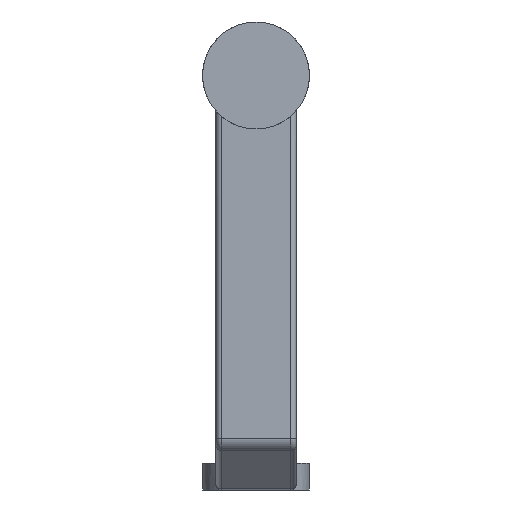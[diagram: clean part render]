
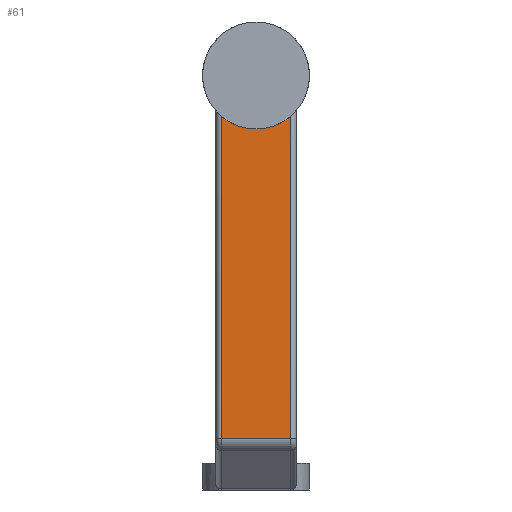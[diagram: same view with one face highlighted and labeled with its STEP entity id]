
A CAD part, left-side view. The second image highlights one B-rep face of the part: STEP entity #61.
In plain terms, the highlighted planar face has unit normal (-1, 0, 0).
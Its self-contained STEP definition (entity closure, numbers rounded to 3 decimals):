
#2 = CARTESIAN_POINT ( 'NONE',  ( -10., -13., -135.625 ) ) ;
#3 = VERTEX_POINT ( 'NONE', #452 ) ;
#6 = DIRECTION ( 'NONE',  ( 0., 0., -1. ) ) ;
#60 = CIRCLE ( 'NONE', #193, 20. ) ;
#61 = ADVANCED_FACE ( 'NONE', ( #1024 ), #375, .T. ) ;
#91 = CARTESIAN_POINT ( 'NONE',  ( -10., 13., -135.625 ) ) ;
#157 = CARTESIAN_POINT ( 'NONE',  ( -10., -13., -15.199 ) ) ;
#170 = EDGE_CURVE ( 'NONE', #246, #3, #60, .T. ) ;
#193 = AXIS2_PLACEMENT_3D ( 'NONE', #825, #913, #1234 ) ;
#225 = DIRECTION ( 'NONE',  ( 0., 0., 1. ) ) ;
#246 = VERTEX_POINT ( 'NONE', #1143 ) ;
#340 = ORIENTED_EDGE ( 'NONE', *, *, #1197, .T. ) ;
#375 = PLANE ( 'NONE',  #1087 ) ;
#381 = DIRECTION ( 'NONE',  ( 0., 0., 1. ) ) ;
#396 = DIRECTION ( 'NONE',  ( 0., 0., 1. ) ) ;
#406 = LINE ( 'NONE', #615, #978 ) ;
#452 = CARTESIAN_POINT ( 'NONE',  ( -10., 0., -20. ) ) ;
#464 = ORIENTED_EDGE ( 'NONE', *, *, #640, .F. ) ;
#547 = ORIENTED_EDGE ( 'NONE', *, *, #170, .F. ) ;
#599 = CARTESIAN_POINT ( 'NONE',  ( -10., 0., 0. ) ) ;
#611 = EDGE_LOOP ( 'NONE', ( #547, #1194, #895, #340, #464 ) ) ;
#615 = CARTESIAN_POINT ( 'NONE',  ( -10., 13., -135.625 ) ) ;
#616 = DIRECTION ( 'NONE',  ( 0., -1., 0. ) ) ;
#640 = EDGE_CURVE ( 'NONE', #3, #1116, #706, .T. ) ;
#646 = VECTOR ( 'NONE', #616, 1000. ) ;
#706 = CIRCLE ( 'NONE', #898, 20. ) ;
#805 = CARTESIAN_POINT ( 'NONE',  ( -10., -13., -13.229 ) ) ;
#811 = VERTEX_POINT ( 'NONE', #2 ) ;
#817 = VERTEX_POINT ( 'NONE', #91 ) ;
#825 = CARTESIAN_POINT ( 'NONE',  ( -10., 0., 0. ) ) ;
#895 = ORIENTED_EDGE ( 'NONE', *, *, #1168, .T. ) ;
#898 = AXIS2_PLACEMENT_3D ( 'NONE', #599, #1162, #396 ) ;
#908 = VECTOR ( 'NONE', #225, 1000. ) ;
#913 = DIRECTION ( 'NONE',  ( -1., 0., 0. ) ) ;
#938 = DIRECTION ( 'NONE',  ( -1., 0., 0. ) ) ;
#978 = VECTOR ( 'NONE', #6, 1000. ) ;
#1024 = FACE_OUTER_BOUND ( 'NONE', #611, .T. ) ;
#1070 = CARTESIAN_POINT ( 'NONE',  ( -10., -15., -135.625 ) ) ;
#1080 = EDGE_CURVE ( 'NONE', #246, #817, #406, .T. ) ;
#1087 = AXIS2_PLACEMENT_3D ( 'NONE', #1134, #938, #381 ) ;
#1116 = VERTEX_POINT ( 'NONE', #157 ) ;
#1134 = CARTESIAN_POINT ( 'NONE',  ( -10., -15., -138.857 ) ) ;
#1143 = CARTESIAN_POINT ( 'NONE',  ( -10., 13., -15.199 ) ) ;
#1150 = LINE ( 'NONE', #1070, #646 ) ;
#1162 = DIRECTION ( 'NONE',  ( -1., 0., 0. ) ) ;
#1168 = EDGE_CURVE ( 'NONE', #817, #811, #1150, .T. ) ;
#1179 = LINE ( 'NONE', #805, #908 ) ;
#1194 = ORIENTED_EDGE ( 'NONE', *, *, #1080, .T. ) ;
#1197 = EDGE_CURVE ( 'NONE', #811, #1116, #1179, .T. ) ;
#1234 = DIRECTION ( 'NONE',  ( 0., 0., 1. ) ) ;
